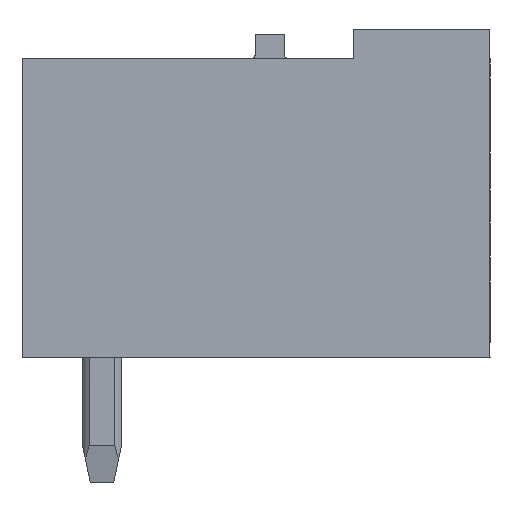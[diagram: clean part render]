
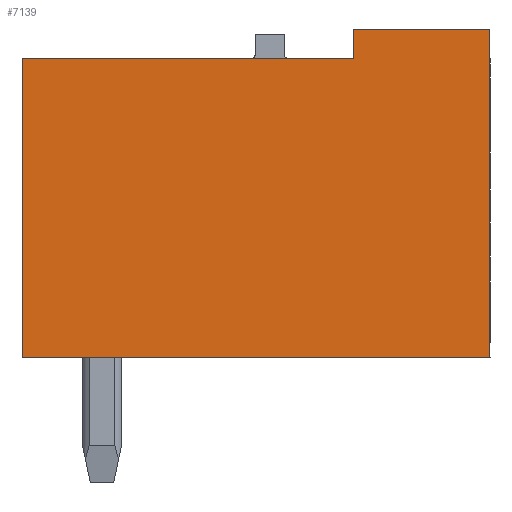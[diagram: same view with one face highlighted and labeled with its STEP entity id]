
A CAD part, left-side view. The second image highlights one B-rep face of the part: STEP entity #7139.
In plain terms, the highlighted planar face has unit normal (-1, 0, 0).
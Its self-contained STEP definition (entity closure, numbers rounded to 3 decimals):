
#7129=AXIS2_PLACEMENT_3D('Plane Axis2P3D',#7126,#7127,#7128) ;
#269=CARTESIAN_POINT('Vertex',(0.,3.5,11.63)) ;
#272=CARTESIAN_POINT('Line Origine',(0.,1.75,11.63)) ;
#276=CARTESIAN_POINT('Vertex',(0.,0.,11.63)) ;
#719=CARTESIAN_POINT('Vertex',(0.,12.,10.88)) ;
#722=CARTESIAN_POINT('Line Origine',(0.,7.75,10.88)) ;
#726=CARTESIAN_POINT('Vertex',(0.,3.5,10.88)) ;
#1053=CARTESIAN_POINT('Vertex',(0.,12.,3.2)) ;
#1056=CARTESIAN_POINT('Line Origine',(0.,12.,7.04)) ;
#1120=CARTESIAN_POINT('Vertex',(0.,0.,3.2)) ;
#1123=CARTESIAN_POINT('Line Origine',(0.,6.,3.2)) ;
#3422=CARTESIAN_POINT('Line Origine',(0.,0.,7.415)) ;
#6468=CARTESIAN_POINT('Line Origine',(0.,3.5,11.255)) ;
#7126=CARTESIAN_POINT('Axis2P3D Location',(0.,0.,0.)) ;
#273=DIRECTION('Vector Direction',(0.,-1.,0.)) ;
#723=DIRECTION('Vector Direction',(0.,1.,0.)) ;
#1057=DIRECTION('Vector Direction',(0.,0.,1.)) ;
#1124=DIRECTION('Vector Direction',(0.,1.,0.)) ;
#3423=DIRECTION('Vector Direction',(0.,0.,-1.)) ;
#6469=DIRECTION('Vector Direction',(0.,0.,1.)) ;
#7127=DIRECTION('Axis2P3D Direction',(-1.,0.,0.)) ;
#7128=DIRECTION('Axis2P3D XDirection',(0.,-1.,0.)) ;
#274=VECTOR('Line Direction',#273,1.) ;
#724=VECTOR('Line Direction',#723,1.) ;
#1058=VECTOR('Line Direction',#1057,1.) ;
#1125=VECTOR('Line Direction',#1124,1.) ;
#3424=VECTOR('Line Direction',#3423,1.) ;
#6470=VECTOR('Line Direction',#6469,1.) ;
#7132=ORIENTED_EDGE('',*,*,#3426,.T.) ;
#7133=ORIENTED_EDGE('',*,*,#278,.T.) ;
#7134=ORIENTED_EDGE('',*,*,#6472,.T.) ;
#7135=ORIENTED_EDGE('',*,*,#728,.T.) ;
#7136=ORIENTED_EDGE('',*,*,#1060,.T.) ;
#7137=ORIENTED_EDGE('',*,*,#1127,.T.) ;
#7139=ADVANCED_FACE('Housing',(#7138),#7130,.T.) ;
#278=EDGE_CURVE('',#277,#270,#275,.F.) ;
#728=EDGE_CURVE('',#727,#720,#725,.T.) ;
#1060=EDGE_CURVE('',#720,#1054,#1059,.F.) ;
#1127=EDGE_CURVE('',#1054,#1121,#1126,.F.) ;
#3426=EDGE_CURVE('',#1121,#277,#3425,.F.) ;
#6472=EDGE_CURVE('',#270,#727,#6471,.F.) ;
#7131=EDGE_LOOP('',(#7132,#7133,#7134,#7135,#7136,#7137)) ;
#7138=FACE_OUTER_BOUND('',#7131,.T.) ;
#275=LINE('Line',#272,#274) ;
#725=LINE('Line',#722,#724) ;
#1059=LINE('Line',#1056,#1058) ;
#1126=LINE('Line',#1123,#1125) ;
#3425=LINE('Line',#3422,#3424) ;
#6471=LINE('Line',#6468,#6470) ;
#7130=PLANE('',#7129) ;
#270=VERTEX_POINT('',#269) ;
#277=VERTEX_POINT('',#276) ;
#720=VERTEX_POINT('',#719) ;
#727=VERTEX_POINT('',#726) ;
#1054=VERTEX_POINT('',#1053) ;
#1121=VERTEX_POINT('',#1120) ;
